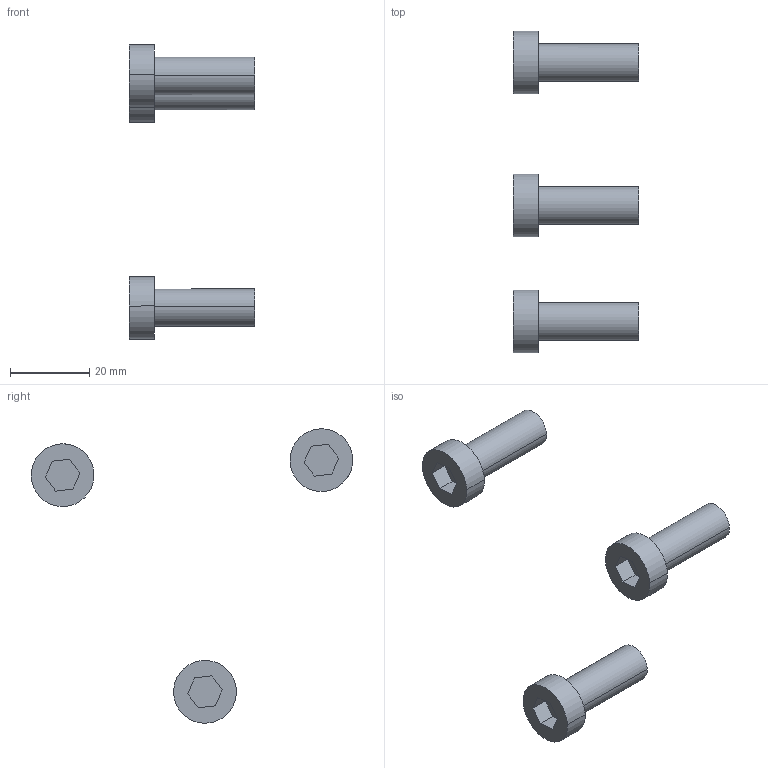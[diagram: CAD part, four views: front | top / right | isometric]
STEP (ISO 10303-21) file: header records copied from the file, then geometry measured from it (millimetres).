
FILE_DESCRIPTION (( 'STEP AP203' ), '1' );
FILE_NAME ('RRFDCarrier_Secondary.STEP', '2023-07-27T05:57:28', ( '' ), ( '' ), 'SwSTEP 2.0', 'SolidWorks 2021', '' );
FILE_SCHEMA (( 'CONFIG_CONTROL_DESIGN' ));
Length unit declared in the file: centimetre
Products named in the file (7): Planetary Hub _1_-1; Part 46; RRFDCarrier_Secondary; Part 47; Hub Bolts (Carrier) _1_-3; Rear Axle Assembly _1_; Part 48
Assembly tree (6 placements, depth 5):
  RRFDCarrier_Secondary
    Rear Axle Assembly _1_
      Planetary Hub _1_-1
        Hub Bolts (Carrier) _1_-3
          Part 47
          Part 48
          Part 46
Bounding box: 31.77 x 81.32 x 74.45 mm (x, y, z)
Volume: 8529.7 mm3; surface area: 4769.9 mm2
Topology: 3 solids, 3 shells, 42 faces, 90 edges, 60 vertices
Faces by surface type: plane 30, cylinder 12
Entity records: 1891 total; most frequent: DIRECTION 222, CARTESIAN_POINT 204, ORIENTED_EDGE 180, EDGE_CURVE 90, AXIS2_PLACEMENT_3D 78, VECTOR 66, LINE 66, PERSON_AND_ORGANIZATION 62
